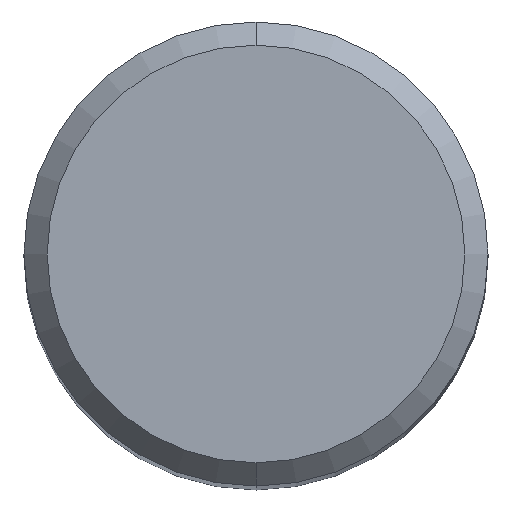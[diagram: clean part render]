
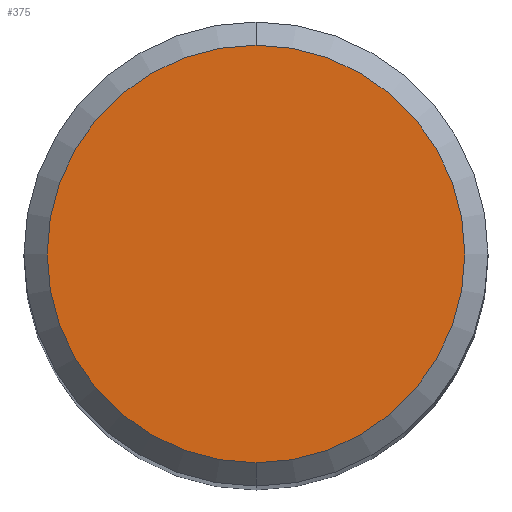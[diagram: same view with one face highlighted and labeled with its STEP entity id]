
A CAD part, top view. The second image highlights one B-rep face of the part: STEP entity #375.
In plain terms, the highlighted planar face has unit normal (0, 0, 1).
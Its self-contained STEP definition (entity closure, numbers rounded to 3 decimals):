
#375=ADVANCED_FACE('',(#1059),#1060,.T.);
#497=EDGE_CURVE('',#573,#753,#1192,.T.);
#573=VERTEX_POINT('',#1276);
#753=VERTEX_POINT('',#1469);
#847=EDGE_CURVE('',#753,#573,#1575,.T.);
#1059=FACE_OUTER_BOUND('',#1814,.T.);
#1060=PLANE('',#1815);
#1192=CIRCLE('',#4331,5.4);
#1276=CARTESIAN_POINT('',(0.,-5.4,0.0));
#1469=CARTESIAN_POINT('',(0.0,5.4,0.0));
#1575=CIRCLE('',#8885,5.4);
#1814=EDGE_LOOP('',(#14340,#14341));
#1815=AXIS2_PLACEMENT_3D('',#14342,#14343,#14344);
#4331=AXIS2_PLACEMENT_3D('',#14465,#14466,#14467);
#8885=AXIS2_PLACEMENT_3D('',#14882,#14883,#14884);
#14340=ORIENTED_EDGE('',*,*,#847,.F.);
#14341=ORIENTED_EDGE('',*,*,#497,.F.);
#14342=CARTESIAN_POINT('',(0.0,2.7,0.0));
#14343=DIRECTION('',(-0.0,0.0,1.0));
#14344=DIRECTION('',(0.0,-1.0,0.0));
#14465=CARTESIAN_POINT('',(0.0,0.0,0.0));
#14466=DIRECTION('',(0.0,0.0,-1.0));
#14467=DIRECTION('',(0.0,1.0,0.0));
#14882=CARTESIAN_POINT('',(0.0,0.0,0.0));
#14883=DIRECTION('',(0.0,0.0,-1.0));
#14884=DIRECTION('',(0.0,1.0,0.0));
